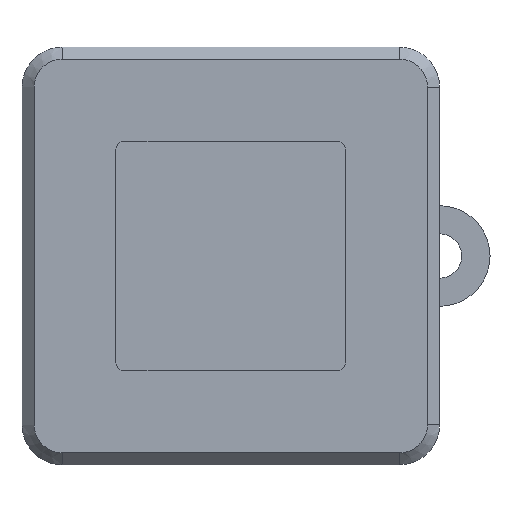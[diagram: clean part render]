
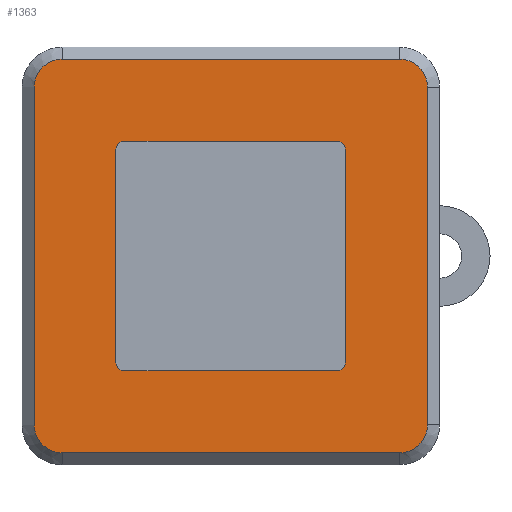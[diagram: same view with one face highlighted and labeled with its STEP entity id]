
A CAD part, front view. The second image highlights one B-rep face of the part: STEP entity #1363.
In plain terms, the highlighted planar face has unit normal (0, -1, 0).
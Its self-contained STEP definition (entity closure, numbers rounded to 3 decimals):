
#67=CIRCLE('',#1464,3.5);
#68=CIRCLE('',#1467,3.5);
#69=CIRCLE('',#1470,3.5);
#70=CIRCLE('',#1473,3.5);
#71=CIRCLE('',#1476,1.);
#72=CIRCLE('',#1477,1.);
#73=CIRCLE('',#1478,1.);
#74=CIRCLE('',#1479,1.);
#117=FACE_BOUND('',#255,.T.);
#169=FACE_OUTER_BOUND('',#254,.T.);
#254=EDGE_LOOP('',(#1057,#1058,#1059,#1060,#1061,#1062,#1063,#1064));
#255=EDGE_LOOP('',(#1065,#1066,#1067,#1068,#1069,#1070,#1071,#1072));
#363=LINE('',#2120,#495);
#367=LINE('',#2130,#499);
#370=LINE('',#2138,#502);
#374=LINE('',#2147,#506);
#375=LINE('',#2154,#507);
#376=LINE('',#2158,#508);
#377=LINE('',#2162,#509);
#378=LINE('',#2166,#510);
#495=VECTOR('',#1703,10.);
#499=VECTOR('',#1715,10.);
#502=VECTOR('',#1724,10.);
#506=VECTOR('',#1734,10.);
#507=VECTOR('',#1743,10.);
#508=VECTOR('',#1746,10.);
#509=VECTOR('',#1749,10.);
#510=VECTOR('',#1752,10.);
#625=VERTEX_POINT('',#2117);
#626=VERTEX_POINT('',#2119);
#627=VERTEX_POINT('',#2124);
#628=VERTEX_POINT('',#2128);
#629=VERTEX_POINT('',#2132);
#630=VERTEX_POINT('',#2136);
#631=VERTEX_POINT('',#2141);
#632=VERTEX_POINT('',#2145);
#633=VERTEX_POINT('',#2152);
#634=VERTEX_POINT('',#2153);
#635=VERTEX_POINT('',#2155);
#636=VERTEX_POINT('',#2157);
#637=VERTEX_POINT('',#2159);
#638=VERTEX_POINT('',#2161);
#639=VERTEX_POINT('',#2163);
#640=VERTEX_POINT('',#2165);
#774=EDGE_CURVE('',#625,#626,#363,.T.);
#778=EDGE_CURVE('',#627,#625,#67,.T.);
#780=EDGE_CURVE('',#628,#627,#367,.T.);
#782=EDGE_CURVE('',#629,#628,#68,.T.);
#784=EDGE_CURVE('',#630,#629,#370,.T.);
#787=EDGE_CURVE('',#631,#630,#69,.T.);
#789=EDGE_CURVE('',#632,#631,#374,.T.);
#790=EDGE_CURVE('',#626,#632,#70,.T.);
#791=EDGE_CURVE('',#633,#634,#375,.T.);
#792=EDGE_CURVE('',#634,#635,#71,.F.);
#793=EDGE_CURVE('',#635,#636,#376,.T.);
#794=EDGE_CURVE('',#636,#637,#72,.F.);
#795=EDGE_CURVE('',#637,#638,#377,.T.);
#796=EDGE_CURVE('',#638,#639,#73,.F.);
#797=EDGE_CURVE('',#639,#640,#378,.T.);
#798=EDGE_CURVE('',#640,#633,#74,.F.);
#1057=ORIENTED_EDGE('',*,*,#774,.F.);
#1058=ORIENTED_EDGE('',*,*,#778,.F.);
#1059=ORIENTED_EDGE('',*,*,#780,.F.);
#1060=ORIENTED_EDGE('',*,*,#782,.F.);
#1061=ORIENTED_EDGE('',*,*,#784,.F.);
#1062=ORIENTED_EDGE('',*,*,#787,.F.);
#1063=ORIENTED_EDGE('',*,*,#789,.F.);
#1064=ORIENTED_EDGE('',*,*,#790,.F.);
#1065=ORIENTED_EDGE('',*,*,#791,.T.);
#1066=ORIENTED_EDGE('',*,*,#792,.T.);
#1067=ORIENTED_EDGE('',*,*,#793,.T.);
#1068=ORIENTED_EDGE('',*,*,#794,.T.);
#1069=ORIENTED_EDGE('',*,*,#795,.T.);
#1070=ORIENTED_EDGE('',*,*,#796,.T.);
#1071=ORIENTED_EDGE('',*,*,#797,.T.);
#1072=ORIENTED_EDGE('',*,*,#798,.T.);
#1298=PLANE('',#1475);
#1363=ADVANCED_FACE('',(#169,#117),#1298,.T.);
#1464=AXIS2_PLACEMENT_3D('',#2126,#1710,#1711);
#1467=AXIS2_PLACEMENT_3D('',#2134,#1719,#1720);
#1470=AXIS2_PLACEMENT_3D('',#2143,#1729,#1730);
#1473=AXIS2_PLACEMENT_3D('',#2149,#1737,#1738);
#1475=AXIS2_PLACEMENT_3D('',#2151,#1741,#1742);
#1476=AXIS2_PLACEMENT_3D('',#2156,#1744,#1745);
#1477=AXIS2_PLACEMENT_3D('',#2160,#1747,#1748);
#1478=AXIS2_PLACEMENT_3D('',#2164,#1750,#1751);
#1479=AXIS2_PLACEMENT_3D('',#2167,#1753,#1754);
#1703=DIRECTION('',(0.,0.,1.));
#1710=DIRECTION('center_axis',(0.,1.,0.));
#1711=DIRECTION('ref_axis',(-0.707,0.,-0.707));
#1715=DIRECTION('',(-1.,0.,0.));
#1719=DIRECTION('center_axis',(0.,1.,0.));
#1720=DIRECTION('ref_axis',(0.707,0.,-0.707));
#1724=DIRECTION('',(0.,0.,-1.));
#1729=DIRECTION('center_axis',(0.,1.,0.));
#1730=DIRECTION('ref_axis',(0.707,0.,0.707));
#1734=DIRECTION('',(1.,0.,0.));
#1737=DIRECTION('center_axis',(0.,1.,0.));
#1738=DIRECTION('ref_axis',(-0.707,0.,0.707));
#1741=DIRECTION('center_axis',(0.,-1.,0.));
#1742=DIRECTION('ref_axis',(0.,0.,-1.));
#1743=DIRECTION('',(1.,0.,0.));
#1744=DIRECTION('center_axis',(0.,-1.,0.));
#1745=DIRECTION('ref_axis',(0.707,0.,0.707));
#1746=DIRECTION('',(0.,0.,-1.));
#1747=DIRECTION('center_axis',(0.,-1.,0.));
#1748=DIRECTION('ref_axis',(0.707,0.,-0.707));
#1749=DIRECTION('',(-1.,0.,0.));
#1750=DIRECTION('center_axis',(0.,-1.,0.));
#1751=DIRECTION('ref_axis',(-0.707,0.,-0.707));
#1752=DIRECTION('',(0.,0.,1.));
#1753=DIRECTION('center_axis',(0.,-1.,0.));
#1754=DIRECTION('ref_axis',(-0.707,0.,0.707));
#2117=CARTESIAN_POINT('',(-21.66,-2.91,-20.95));
#2119=CARTESIAN_POINT('',(-21.66,-2.91,20.95));
#2120=CARTESIAN_POINT('',(-21.66,-2.91,-11.975));
#2124=CARTESIAN_POINT('',(-18.16,-2.91,-24.45));
#2126=CARTESIAN_POINT('Origin',(-18.16,-2.91,-20.95));
#2128=CARTESIAN_POINT('',(23.74,-2.91,-24.45));
#2130=CARTESIAN_POINT('',(14.765,-2.91,-24.45));
#2132=CARTESIAN_POINT('',(27.24,-2.91,-20.95));
#2134=CARTESIAN_POINT('Origin',(23.74,-2.91,-20.95));
#2136=CARTESIAN_POINT('',(27.24,-2.91,20.95));
#2138=CARTESIAN_POINT('',(27.24,-2.91,11.975));
#2141=CARTESIAN_POINT('',(23.74,-2.91,24.45));
#2143=CARTESIAN_POINT('Origin',(23.74,-2.91,20.95));
#2145=CARTESIAN_POINT('',(-18.16,-2.91,24.45));
#2147=CARTESIAN_POINT('',(-9.185,-2.91,24.45));
#2149=CARTESIAN_POINT('Origin',(-18.16,-2.91,20.95));
#2151=CARTESIAN_POINT('Origin',(2.79,-2.91,0.));
#2152=CARTESIAN_POINT('',(-10.49,-2.91,14.25));
#2153=CARTESIAN_POINT('',(16.01,-2.91,14.25));
#2154=CARTESIAN_POINT('',(9.55,-2.91,14.25));
#2155=CARTESIAN_POINT('',(17.01,-2.91,13.25));
#2156=CARTESIAN_POINT('Origin',(16.01,-2.91,13.25));
#2157=CARTESIAN_POINT('',(17.01,-2.91,-13.25));
#2158=CARTESIAN_POINT('',(17.01,-2.91,-6.775));
#2159=CARTESIAN_POINT('',(16.01,-2.91,-14.25));
#2160=CARTESIAN_POINT('Origin',(16.01,-2.91,-13.25));
#2161=CARTESIAN_POINT('',(-10.49,-2.91,-14.25));
#2162=CARTESIAN_POINT('',(-4.,-2.91,-14.25));
#2163=CARTESIAN_POINT('',(-11.49,-2.91,-13.25));
#2164=CARTESIAN_POINT('Origin',(-10.49,-2.91,-13.25));
#2165=CARTESIAN_POINT('',(-11.49,-2.91,13.25));
#2166=CARTESIAN_POINT('',(-11.49,-2.91,6.775));
#2167=CARTESIAN_POINT('Origin',(-10.49,-2.91,13.25));
